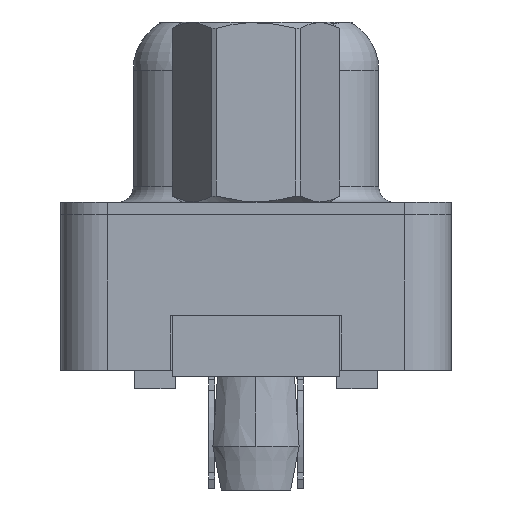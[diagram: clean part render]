
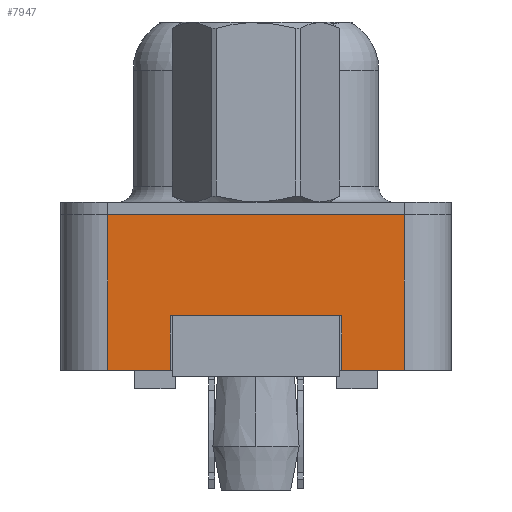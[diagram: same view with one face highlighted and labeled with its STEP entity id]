
A CAD part, left-side view. The second image highlights one B-rep face of the part: STEP entity #7947.
In plain terms, the highlighted planar face has unit normal (-1, 0, 0).
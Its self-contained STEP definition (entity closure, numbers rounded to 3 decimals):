
#388 = EDGE_CURVE ( 'NONE', #3651, #14402, #819, .T. ) ;
#402 = VERTEX_POINT ( 'NONE', #14865 ) ;
#819 = LINE ( 'NONE', #11804, #15185 ) ;
#1455 = DIRECTION ( 'NONE',  ( 0., -1., 0. ) ) ;
#1554 = AXIS2_PLACEMENT_3D ( 'NONE', #9029, #14168, #7398 ) ;
#1795 = LINE ( 'NONE', #7532, #9442 ) ;
#2591 = VERTEX_POINT ( 'NONE', #16642 ) ;
#3491 = VECTOR ( 'NONE', #8498, 1000. ) ;
#3651 = VERTEX_POINT ( 'NONE', #13857 ) ;
#4667 = ORIENTED_EDGE ( 'NONE', *, *, #8452, .T. ) ;
#4853 = ORIENTED_EDGE ( 'NONE', *, *, #6515, .T. ) ;
#4954 = EDGE_CURVE ( 'NONE', #22424, #5561, #12103, .T. ) ;
#5561 = VERTEX_POINT ( 'NONE', #21078 ) ;
#5686 = LINE ( 'NONE', #11062, #8688 ) ;
#6102 = ORIENTED_EDGE ( 'NONE', *, *, #12825, .T. ) ;
#6341 = EDGE_CURVE ( 'NONE', #22424, #2591, #20065, .T. ) ;
#6515 = EDGE_CURVE ( 'NONE', #3651, #402, #9031, .T. ) ;
#7103 = VERTEX_POINT ( 'NONE', #7332 ) ;
#7332 = CARTESIAN_POINT ( 'NONE',  ( -2.945, -4.775, -5. ) ) ;
#7362 = ORIENTED_EDGE ( 'NONE', *, *, #388, .F. ) ;
#7398 = DIRECTION ( 'NONE',  ( 0., 0., 1. ) ) ;
#7532 = CARTESIAN_POINT ( 'NONE',  ( -2.945, 2.75, -3.25 ) ) ;
#7632 = ORIENTED_EDGE ( 'NONE', *, *, #4954, .T. ) ;
#7814 = DIRECTION ( 'NONE',  ( 0., 0., 1. ) ) ;
#7900 = EDGE_LOOP ( 'NONE', ( #7632, #4667, #6102, #16656, #7362, #4853, #11805, #16196 ) ) ;
#7947 = ADVANCED_FACE ( 'NONE', ( #8919 ), #21646, .T. ) ;
#8223 = EDGE_CURVE ( 'NONE', #14402, #10901, #5686, .T. ) ;
#8452 = EDGE_CURVE ( 'NONE', #5561, #7103, #10351, .T. ) ;
#8498 = DIRECTION ( 'NONE',  ( 0., 0., -1. ) ) ;
#8561 = EDGE_CURVE ( 'NONE', #2591, #402, #1795, .T. ) ;
#8688 = VECTOR ( 'NONE', #16329, 1000. ) ;
#8919 = FACE_OUTER_BOUND ( 'NONE', #7900, .T. ) ;
#9029 = CARTESIAN_POINT ( 'NONE',  ( -2.945, -4.775, -5. ) ) ;
#9031 = LINE ( 'NONE', #14627, #20992 ) ;
#9442 = VECTOR ( 'NONE', #10693, 1000. ) ;
#10351 = LINE ( 'NONE', #17568, #20626 ) ;
#10693 = DIRECTION ( 'NONE',  ( 0., 0., -1. ) ) ;
#10901 = VERTEX_POINT ( 'NONE', #19322 ) ;
#11062 = CARTESIAN_POINT ( 'NONE',  ( -2.945, -4.775, 0. ) ) ;
#11804 = CARTESIAN_POINT ( 'NONE',  ( -2.945, 4.775, -5. ) ) ;
#11805 = ORIENTED_EDGE ( 'NONE', *, *, #8561, .F. ) ;
#11837 = VECTOR ( 'NONE', #7814, 1000. ) ;
#12103 = LINE ( 'NONE', #13494, #3491 ) ;
#12825 = EDGE_CURVE ( 'NONE', #7103, #10901, #14933, .T. ) ;
#13259 = CARTESIAN_POINT ( 'NONE',  ( -2.945, 2.75, -3.25 ) ) ;
#13346 = CARTESIAN_POINT ( 'NONE',  ( -2.945, -2.75, -3.25 ) ) ;
#13494 = CARTESIAN_POINT ( 'NONE',  ( -2.945, -2.75, -3.25 ) ) ;
#13857 = CARTESIAN_POINT ( 'NONE',  ( -2.945, 4.775, -5. ) ) ;
#14168 = DIRECTION ( 'NONE',  ( -1., 0., 0. ) ) ;
#14402 = VERTEX_POINT ( 'NONE', #20255 ) ;
#14627 = CARTESIAN_POINT ( 'NONE',  ( -2.945, -4.775, -5. ) ) ;
#14865 = CARTESIAN_POINT ( 'NONE',  ( -2.945, 2.75, -5. ) ) ;
#14933 = LINE ( 'NONE', #18771, #11837 ) ;
#15185 = VECTOR ( 'NONE', #18931, 1000. ) ;
#16036 = DIRECTION ( 'NONE',  ( 0., -1., 0. ) ) ;
#16196 = ORIENTED_EDGE ( 'NONE', *, *, #6341, .F. ) ;
#16329 = DIRECTION ( 'NONE',  ( 0., -1., 0. ) ) ;
#16532 = DIRECTION ( 'NONE',  ( 0., 1., 0. ) ) ;
#16642 = CARTESIAN_POINT ( 'NONE',  ( -2.945, 2.75, -3.25 ) ) ;
#16656 = ORIENTED_EDGE ( 'NONE', *, *, #8223, .F. ) ;
#17568 = CARTESIAN_POINT ( 'NONE',  ( -2.945, -4.775, -5. ) ) ;
#17719 = VECTOR ( 'NONE', #16532, 1000. ) ;
#18771 = CARTESIAN_POINT ( 'NONE',  ( -2.945, -4.775, -5. ) ) ;
#18931 = DIRECTION ( 'NONE',  ( 0., 0., 1. ) ) ;
#19322 = CARTESIAN_POINT ( 'NONE',  ( -2.945, -4.775, 0. ) ) ;
#20065 = LINE ( 'NONE', #13259, #17719 ) ;
#20255 = CARTESIAN_POINT ( 'NONE',  ( -2.945, 4.775, 0. ) ) ;
#20626 = VECTOR ( 'NONE', #1455, 1000. ) ;
#20992 = VECTOR ( 'NONE', #16036, 1000. ) ;
#21078 = CARTESIAN_POINT ( 'NONE',  ( -2.945, -2.75, -5. ) ) ;
#21646 = PLANE ( 'NONE',  #1554 ) ;
#22424 = VERTEX_POINT ( 'NONE', #13346 ) ;
